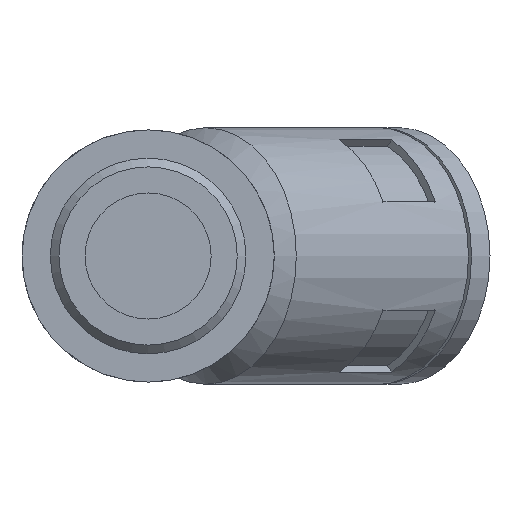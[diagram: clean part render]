
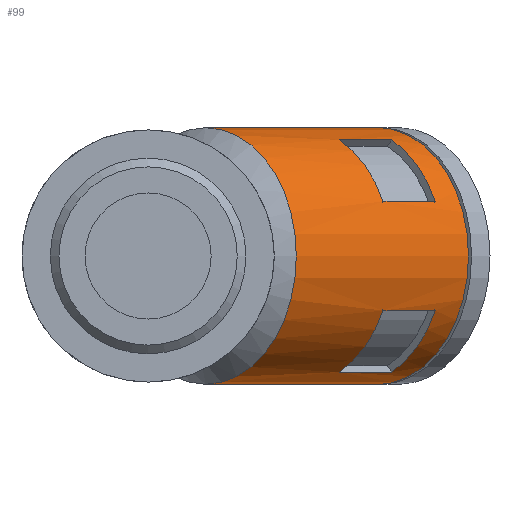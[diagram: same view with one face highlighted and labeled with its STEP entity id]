
A CAD part, front view. The second image highlights one B-rep face of the part: STEP entity #99.
In plain terms, the highlighted cylindrical face has radius 14.75 mm (diameter 29.5 mm), a full revolution.
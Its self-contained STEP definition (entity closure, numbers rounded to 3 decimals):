
#99 = ADVANCED_FACE( '', ( #175, #176, #177, #178, #179, #180 ), #181, .T. );
#175 = FACE_OUTER_BOUND( '', #283, .T. );
#176 = FACE_BOUND( '', #284, .T. );
#177 = FACE_BOUND( '', #285, .T. );
#178 = FACE_BOUND( '', #286, .T. );
#179 = FACE_BOUND( '', #287, .T. );
#180 = FACE_OUTER_BOUND( '', #288, .T. );
#181 = CYLINDRICAL_SURFACE( '', #289, 14.75 );
#283 = EDGE_LOOP( '', ( #488 ) );
#284 = EDGE_LOOP( '', ( #489, #490, #491, #492 ) );
#285 = EDGE_LOOP( '', ( #493, #494, #495, #496 ) );
#286 = EDGE_LOOP( '', ( #497, #498, #499, #500 ) );
#287 = EDGE_LOOP( '', ( #501, #502, #503, #504 ) );
#288 = EDGE_LOOP( '', ( #505 ) );
#289 = AXIS2_PLACEMENT_3D( '', #506, #507, #508 );
#488 = ORIENTED_EDGE( '', *, *, #691, .F. );
#489 = ORIENTED_EDGE( '', *, *, #673, .F. );
#490 = ORIENTED_EDGE( '', *, *, #692, .T. );
#491 = ORIENTED_EDGE( '', *, *, #669, .F. );
#492 = ORIENTED_EDGE( '', *, *, #646, .F. );
#493 = ORIENTED_EDGE( '', *, *, #666, .F. );
#494 = ORIENTED_EDGE( '', *, *, #693, .T. );
#495 = ORIENTED_EDGE( '', *, *, #662, .F. );
#496 = ORIENTED_EDGE( '', *, *, #694, .F. );
#497 = ORIENTED_EDGE( '', *, *, #682, .F. );
#498 = ORIENTED_EDGE( '', *, *, #695, .T. );
#499 = ORIENTED_EDGE( '', *, *, #678, .F. );
#500 = ORIENTED_EDGE( '', *, *, #696, .F. );
#501 = ORIENTED_EDGE( '', *, *, #675, .F. );
#502 = ORIENTED_EDGE( '', *, *, #656, .T. );
#503 = ORIENTED_EDGE( '', *, *, #674, .F. );
#504 = ORIENTED_EDGE( '', *, *, #658, .F. );
#505 = ORIENTED_EDGE( '', *, *, #689, .T. );
#506 = CARTESIAN_POINT( '', ( 27.707, 38.891, 0. ) );
#507 = DIRECTION( '', ( -0.707, -0.707, 0. ) );
#508 = DIRECTION( '', ( -0.707, 0.707, 0. ) );
#646 = EDGE_CURVE( '', #741, #743, #744, .T. );
#656 = EDGE_CURVE( '', #758, #760, #762, .T. );
#658 = EDGE_CURVE( '', #763, #765, #766, .T. );
#662 = EDGE_CURVE( '', #771, #773, #774, .T. );
#666 = EDGE_CURVE( '', #779, #781, #782, .F. );
#669 = EDGE_CURVE( '', #743, #786, #787, .T. );
#673 = EDGE_CURVE( '', #791, #741, #793, .F. );
#674 = EDGE_CURVE( '', #765, #760, #794, .T. );
#675 = EDGE_CURVE( '', #758, #763, #795, .F. );
#678 = EDGE_CURVE( '', #799, #801, #802, .T. );
#682 = EDGE_CURVE( '', #807, #809, #810, .F. );
#689 = EDGE_CURVE( '', #820, #820, #821, .T. );
#691 = EDGE_CURVE( '', #824, #824, #825, .T. );
#692 = EDGE_CURVE( '', #791, #786, #826, .T. );
#693 = EDGE_CURVE( '', #779, #773, #827, .T. );
#694 = EDGE_CURVE( '', #781, #771, #828, .T. );
#695 = EDGE_CURVE( '', #807, #801, #829, .T. );
#696 = EDGE_CURVE( '', #809, #799, #830, .T. );
#741 = VERTEX_POINT( '', #992 );
#743 = VERTEX_POINT( '', #995 );
#744 = CIRCLE( '', #996, 14.75 );
#758 = VERTEX_POINT( '', #1013 );
#760 = VERTEX_POINT( '', #1016 );
#762 = CIRCLE( '', #1019, 14.75 );
#763 = VERTEX_POINT( '', #1020 );
#765 = VERTEX_POINT( '', #1023 );
#766 = CIRCLE( '', #1024, 14.75 );
#771 = VERTEX_POINT( '', #1031 );
#773 = VERTEX_POINT( '', #1034 );
#774 = LINE( '', #1035, #1036 );
#779 = VERTEX_POINT( '', #1043 );
#781 = VERTEX_POINT( '', #1046 );
#782 = LINE( '', #1047, #1048 );
#786 = VERTEX_POINT( '', #1054 );
#787 = LINE( '', #1055, #1056 );
#791 = VERTEX_POINT( '', #1062 );
#793 = LINE( '', #1065, #1066 );
#794 = LINE( '', #1067, #1068 );
#795 = LINE( '', #1069, #1070 );
#799 = VERTEX_POINT( '', #1075 );
#801 = VERTEX_POINT( '', #1078 );
#802 = LINE( '', #1079, #1080 );
#807 = VERTEX_POINT( '', #1087 );
#809 = VERTEX_POINT( '', #1090 );
#810 = LINE( '', #1091, #1092 );
#820 = VERTEX_POINT( '', #1115 );
#821 = CIRCLE( '', #1116, 14.75 );
#824 = VERTEX_POINT( '', #1206 );
#825 = CIRCLE( '', #1207, 14.75 );
#826 = CIRCLE( '', #1208, 14.75 );
#827 = CIRCLE( '', #1209, 14.75 );
#828 = CIRCLE( '', #1210, 14.75 );
#829 = CIRCLE( '', #1211, 14.75 );
#830 = CIRCLE( '', #1212, 14.75 );
#992 = CARTESIAN_POINT( '', ( 9.43, 39.49, 6.277 ) );
#995 = CARTESIAN_POINT( '', ( 14.43, 34.49, 13.348 ) );
#996 = AXIS2_PLACEMENT_3D( '', #1262, #1263, #1264 );
#1013 = CARTESIAN_POINT( '', ( 20.44, 40.501, -13.348 ) );
#1016 = CARTESIAN_POINT( '', ( 15.44, 45.501, -6.277 ) );
#1019 = AXIS2_PLACEMENT_3D( '', #1282, #1283, #1284 );
#1020 = CARTESIAN_POINT( '', ( 14.43, 34.49, -13.348 ) );
#1023 = CARTESIAN_POINT( '', ( 9.43, 39.49, -6.277 ) );
#1024 = AXIS2_PLACEMENT_3D( '', #1286, #1287, #1288 );
#1031 = CARTESIAN_POINT( '', ( 28.307, 20.614, 6.277 ) );
#1034 = CARTESIAN_POINT( '', ( 34.317, 26.624, 6.277 ) );
#1035 = CARTESIAN_POINT( '', ( 37.145, 29.453, 6.277 ) );
#1036 = VECTOR( '', #1292, 1000. );
#1043 = CARTESIAN_POINT( '', ( 29.317, 31.624, 13.348 ) );
#1046 = CARTESIAN_POINT( '', ( 23.307, 25.614, 13.348 ) );
#1047 = CARTESIAN_POINT( '', ( 32.145, 34.453, 13.348 ) );
#1048 = VECTOR( '', #1296, 1000. );
#1054 = CARTESIAN_POINT( '', ( 20.44, 40.501, 13.348 ) );
#1055 = CARTESIAN_POINT( '', ( 23.269, 43.329, 13.348 ) );
#1056 = VECTOR( '', #1299, 1000. );
#1062 = CARTESIAN_POINT( '', ( 15.44, 45.501, 6.277 ) );
#1065 = CARTESIAN_POINT( '', ( 18.269, 48.329, 6.277 ) );
#1066 = VECTOR( '', #1303, 1000. );
#1067 = CARTESIAN_POINT( '', ( 18.269, 48.329, -6.277 ) );
#1068 = VECTOR( '', #1304, 1000. );
#1069 = CARTESIAN_POINT( '', ( 23.269, 43.329, -13.348 ) );
#1070 = VECTOR( '', #1305, 1000. );
#1075 = CARTESIAN_POINT( '', ( 23.307, 25.614, -13.348 ) );
#1078 = CARTESIAN_POINT( '', ( 29.317, 31.624, -13.348 ) );
#1079 = CARTESIAN_POINT( '', ( 32.145, 34.453, -13.348 ) );
#1080 = VECTOR( '', #1308, 1000. );
#1087 = CARTESIAN_POINT( '', ( 34.317, 26.624, -6.277 ) );
#1090 = CARTESIAN_POINT( '', ( 28.307, 20.614, -6.277 ) );
#1091 = CARTESIAN_POINT( '', ( 37.145, 29.453, -6.277 ) );
#1092 = VECTOR( '', #1312, 1000. );
#1115 = CARTESIAN_POINT( '', ( -2.522, 29.522, 0. ) );
#1116 = AXIS2_PLACEMENT_3D( '', #1320, #1321, #1322 );
#1206 = CARTESIAN_POINT( '', ( 17.277, 49.321, 0. ) );
#1207 = AXIS2_PLACEMENT_3D( '', #1323, #1324, #1325 );
#1208 = AXIS2_PLACEMENT_3D( '', #1326, #1327, #1328 );
#1209 = AXIS2_PLACEMENT_3D( '', #1329, #1330, #1331 );
#1210 = AXIS2_PLACEMENT_3D( '', #1332, #1333, #1334 );
#1211 = AXIS2_PLACEMENT_3D( '', #1335, #1336, #1337 );
#1212 = AXIS2_PLACEMENT_3D( '', #1338, #1339, #1340 );
#1262 = CARTESIAN_POINT( '', ( 18.868, 30.052, 0. ) );
#1263 = DIRECTION( '', ( 0.707, 0.707, 0. ) );
#1264 = DIRECTION( '', ( -0.707, 0.707, 0. ) );
#1282 = CARTESIAN_POINT( '', ( 24.879, 36.062, 0. ) );
#1283 = DIRECTION( '', ( 0.707, 0.707, 0. ) );
#1284 = DIRECTION( '', ( -0.707, 0.707, 0. ) );
#1286 = CARTESIAN_POINT( '', ( 18.868, 30.052, 0. ) );
#1287 = DIRECTION( '', ( 0.707, 0.707, 0. ) );
#1288 = DIRECTION( '', ( -0.707, 0.707, 0. ) );
#1292 = DIRECTION( '', ( 0.707, 0.707, 0. ) );
#1296 = DIRECTION( '', ( 0.707, 0.707, 0. ) );
#1299 = DIRECTION( '', ( 0.707, 0.707, 0. ) );
#1303 = DIRECTION( '', ( 0.707, 0.707, 0. ) );
#1304 = DIRECTION( '', ( 0.707, 0.707, 0. ) );
#1305 = DIRECTION( '', ( 0.707, 0.707, 0. ) );
#1308 = DIRECTION( '', ( 0.707, 0.707, 0. ) );
#1312 = DIRECTION( '', ( 0.707, 0.707, 0. ) );
#1320 = CARTESIAN_POINT( '', ( 7.908, 19.092, 0. ) );
#1321 = DIRECTION( '', ( 0.707, 0.707, 0. ) );
#1322 = DIRECTION( '', ( -0.707, 0.707, 0. ) );
#1323 = CARTESIAN_POINT( '', ( 27.707, 38.891, 0. ) );
#1324 = DIRECTION( '', ( 0.707, 0.707, 0. ) );
#1325 = DIRECTION( '', ( -0.707, 0.707, 0. ) );
#1326 = CARTESIAN_POINT( '', ( 24.879, 36.062, 0. ) );
#1327 = DIRECTION( '', ( 0.707, 0.707, 0. ) );
#1328 = DIRECTION( '', ( -0.707, 0.707, 0. ) );
#1329 = CARTESIAN_POINT( '', ( 24.879, 36.062, 0. ) );
#1330 = DIRECTION( '', ( 0.707, 0.707, 0. ) );
#1331 = DIRECTION( '', ( -0.707, 0.707, 0. ) );
#1332 = CARTESIAN_POINT( '', ( 18.868, 30.052, 0. ) );
#1333 = DIRECTION( '', ( 0.707, 0.707, 0. ) );
#1334 = DIRECTION( '', ( -0.707, 0.707, 0. ) );
#1335 = CARTESIAN_POINT( '', ( 24.879, 36.062, 0. ) );
#1336 = DIRECTION( '', ( 0.707, 0.707, 0. ) );
#1337 = DIRECTION( '', ( -0.707, 0.707, 0. ) );
#1338 = CARTESIAN_POINT( '', ( 18.868, 30.052, 0. ) );
#1339 = DIRECTION( '', ( 0.707, 0.707, 0. ) );
#1340 = DIRECTION( '', ( -0.707, 0.707, 0. ) );
